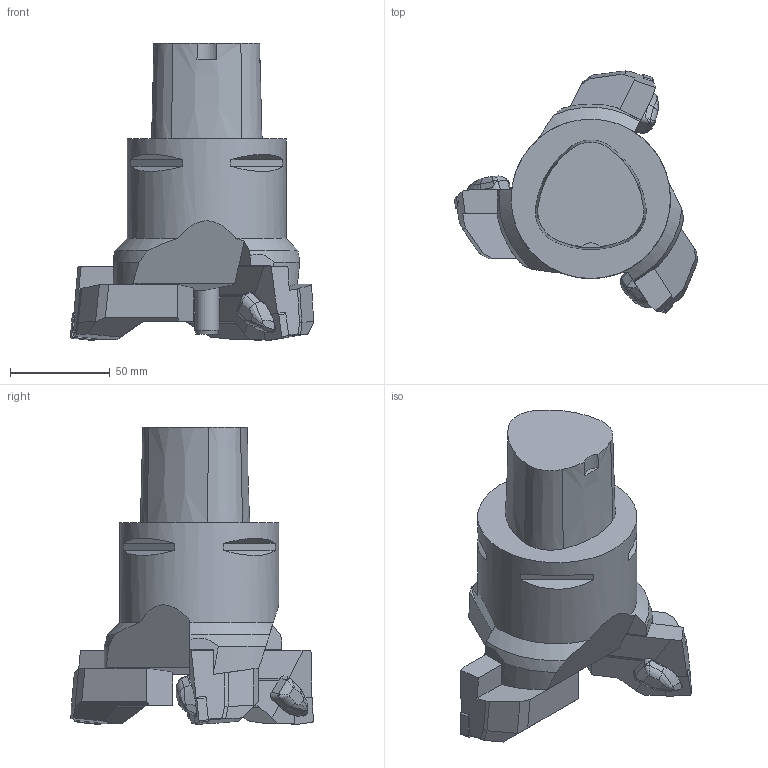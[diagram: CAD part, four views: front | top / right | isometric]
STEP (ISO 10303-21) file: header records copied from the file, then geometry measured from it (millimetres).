
FILE_DESCRIPTION(/* description */ (''),/* implementation_level */ '2;1');
FILE_NAME(/* name */ '1566380165758.stp',/* time_stamp */ '2019-08-21T11:36:12+02:00',/* author */ (''),/* organization */ ('SMS'),/* preprocessor_version */ 'ST-DEVELOPER v16.7',/* originating_system */ 'SIEMENS PLM Software NX 12.0',/* authorisation */ '');
FILE_SCHEMA (('AUTOMOTIVE_DESIGN { 1 0 10303 214 3 1 1 1 }'));
Length unit declared in the file: millimetre
Products named in the file (7): ASSEMBLY_CONSTRUCTION; IsoTurningInsert; 201083069mod000_00; 200956896mod000_01; 201083198mod000_01; 201083208mod000_01
Assembly tree (8 placements, depth 3):
  201083208mod000_01
    200956896mod000_01
    201083198mod000_01  x3
      201083069mod000_00
      IsoTurningInsert
      ASSEMBLY_CONSTRUCTION
    ASSEMBLY_CONSTRUCTION
Bounding box: 122.14 x 121.62 x 149.23 mm (x, y, z)
Volume: 597521.2 mm3; surface area: 68985.4 mm2
Topology: 7 solids, 7 shells, 252 faces, 701 edges, 491 vertices
Faces by surface type: plane 164, cylinder 48, bspline 27, cone 13
Full cylindrical faces by diameter (mm): 5.156 x6, 12.012 x1, 80 x1
Entity records: 4500 total; most frequent: CARTESIAN_POINT 1235, ORIENTED_EDGE 636, DIRECTION 611, EDGE_CURVE 318, AXIS2_PLACEMENT_3D 217, VERTEX_POINT 214, LINE 177, VECTOR 177
